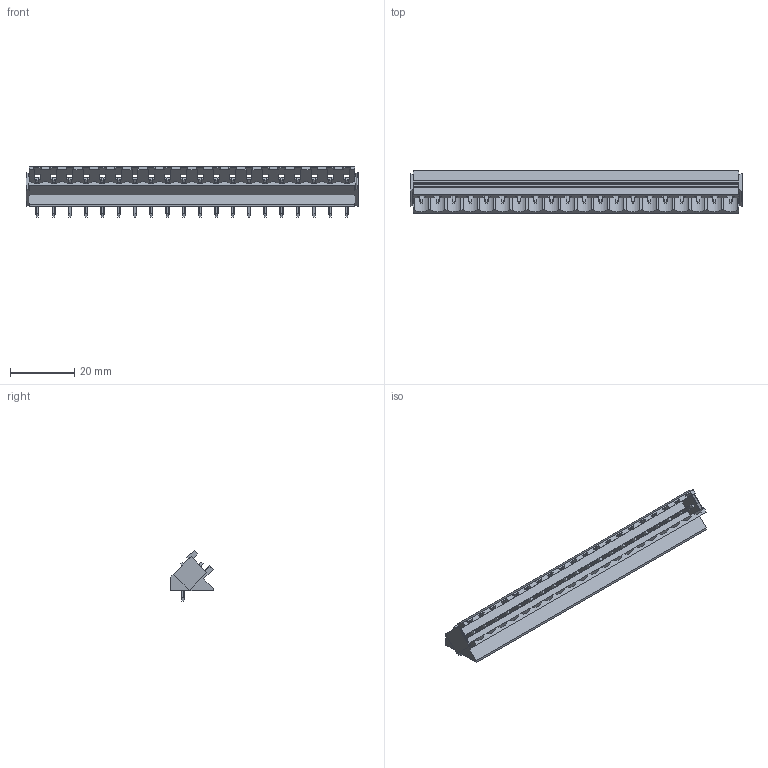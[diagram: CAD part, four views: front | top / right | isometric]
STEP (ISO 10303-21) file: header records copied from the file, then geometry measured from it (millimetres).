
FILE_DESCRIPTION(('CATIA V5 STEP Exchange','CAx-IF Rec.Pracs.--- Model Styling and Organization---1.2---2011-12-15'),'2;1');
FILE_NAME ('D1453250_0_1605710000_1605710000.stp','2018-10-10T04:42:01+00:00',('none'),('Weidmueller'),'CATIA Version 5-6 Release 2014','CATIA V5 STEP AP214','none');
FILE_SCHEMA(('AUTOMOTIVE_DESIGN { 1 0 10303 214 1 1 1 1 }'));
Length unit declared in the file: millimetre
Products named in the file (1): 1605710000
Bounding box: 103.6 x 13.3 x 15.67 mm (x, y, z)
Volume: 6306.6 mm3; surface area: 8425.8 mm2
Topology: 21 solids, 21 shells, 1024 faces, 2818 edges, 1796 vertices
Faces by surface type: plane 682, cylinder 342
Entity records: 35992 total; most frequent: CARTESIAN_POINT 12324, ORIENTED_EDGE 5636, DIRECTION 3676, EDGE_CURVE 2818, VECTOR 2134, LINE 2134, VERTEX_POINT 1796, EDGE_LOOP 1064
